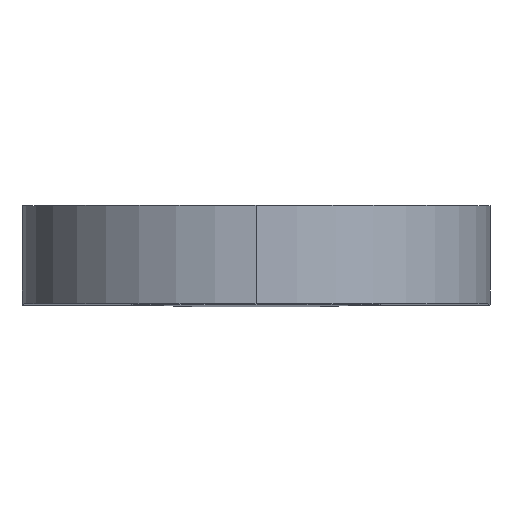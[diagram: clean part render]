
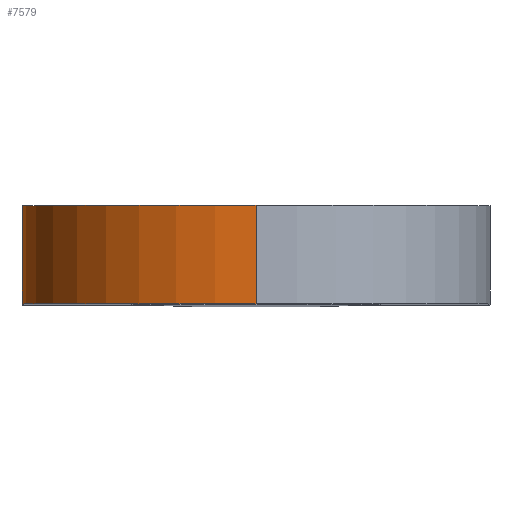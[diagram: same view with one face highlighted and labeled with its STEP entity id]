
A CAD part, top view. The second image highlights one B-rep face of the part: STEP entity #7579.
In plain terms, the highlighted cylindrical face has radius 1.5 mm (diameter 3 mm), a partial arc.
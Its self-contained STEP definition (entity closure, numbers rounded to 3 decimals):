
#1059 = ORIENTED_EDGE ( 'NONE', *, *, #15562, .F. ) ;
#1146 = DIRECTION ( 'NONE',  ( 0., 1., 0. ) ) ;
#1743 = ORIENTED_EDGE ( 'NONE', *, *, #9320, .F. ) ;
#2660 = AXIS2_PLACEMENT_3D ( 'NONE', #8672, #6277, #10224 ) ;
#3202 = DIRECTION ( 'NONE',  ( 0., -1., 0. ) ) ;
#4334 = CIRCLE ( 'NONE', #2660, 1.5 ) ;
#4472 = EDGE_CURVE ( 'NONE', #15691, #15534, #7666, .T. ) ;
#5045 = VERTEX_POINT ( 'NONE', #14222 ) ;
#5153 = VERTEX_POINT ( 'NONE', #15531 ) ;
#6277 = DIRECTION ( 'NONE',  ( 0., 1., 0. ) ) ;
#7579 = ADVANCED_FACE ( 'NONE', ( #16903 ), #14126, .T. ) ;
#7666 = LINE ( 'NONE', #16885, #12769 ) ;
#7684 = DIRECTION ( 'NONE',  ( -1., 0., 0. ) ) ;
#8672 = CARTESIAN_POINT ( 'NONE',  ( 0., 0.315, 9.8 ) ) ;
#9190 = CARTESIAN_POINT ( 'NONE',  ( 0., -0.315, 9.8 ) ) ;
#9320 = EDGE_CURVE ( 'NONE', #15534, #5045, #4334, .T. ) ;
#10155 = CARTESIAN_POINT ( 'NONE',  ( -1.5, 0.315, 9.8 ) ) ;
#10224 = DIRECTION ( 'NONE',  ( 0., 0., -1. ) ) ;
#10241 = EDGE_CURVE ( 'NONE', #5045, #5153, #16309, .T. ) ;
#10333 = DIRECTION ( 'NONE',  ( 0., 1., 0. ) ) ;
#10786 = EDGE_LOOP ( 'NONE', ( #16358, #1059, #16774, #1743 ) ) ;
#11536 = CARTESIAN_POINT ( 'NONE',  ( 0., 0., 9.8 ) ) ;
#11883 = AXIS2_PLACEMENT_3D ( 'NONE', #11536, #10333, #7684 ) ;
#12263 = CARTESIAN_POINT ( 'NONE',  ( -1.5, -0.315, 9.8 ) ) ;
#12769 = VECTOR ( 'NONE', #1146, 1000. ) ;
#13147 = DIRECTION ( 'NONE',  ( 0., -1., 0. ) ) ;
#14126 = CYLINDRICAL_SURFACE ( 'NONE', #11883, 1.5 ) ;
#14222 = CARTESIAN_POINT ( 'NONE',  ( 0., 0.315, 11.3 ) ) ;
#14503 = AXIS2_PLACEMENT_3D ( 'NONE', #9190, #13147, #16801 ) ;
#14991 = CARTESIAN_POINT ( 'NONE',  ( 0., -0.315, 11.3 ) ) ;
#15531 = CARTESIAN_POINT ( 'NONE',  ( 0., -0.315, 11.3 ) ) ;
#15534 = VERTEX_POINT ( 'NONE', #10155 ) ;
#15562 = EDGE_CURVE ( 'NONE', #5153, #15691, #16179, .T. ) ;
#15640 = VECTOR ( 'NONE', #3202, 1000. ) ;
#15691 = VERTEX_POINT ( 'NONE', #12263 ) ;
#16179 = CIRCLE ( 'NONE', #14503, 1.5 ) ;
#16309 = LINE ( 'NONE', #14991, #15640 ) ;
#16358 = ORIENTED_EDGE ( 'NONE', *, *, #4472, .F. ) ;
#16774 = ORIENTED_EDGE ( 'NONE', *, *, #10241, .F. ) ;
#16801 = DIRECTION ( 'NONE',  ( 0., 0., 1. ) ) ;
#16885 = CARTESIAN_POINT ( 'NONE',  ( -1.5, 0.315, 9.8 ) ) ;
#16903 = FACE_OUTER_BOUND ( 'NONE', #10786, .T. ) ;
